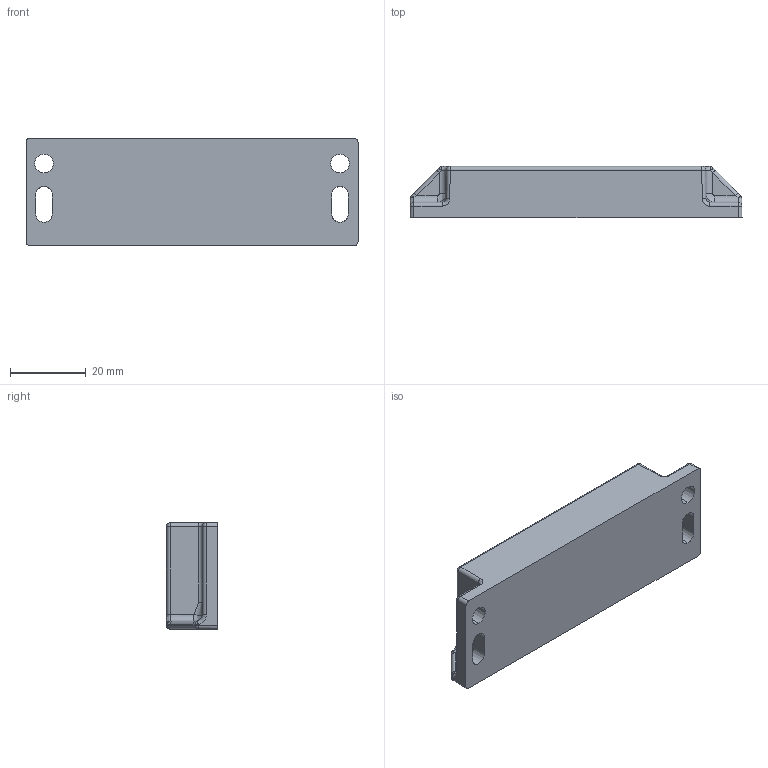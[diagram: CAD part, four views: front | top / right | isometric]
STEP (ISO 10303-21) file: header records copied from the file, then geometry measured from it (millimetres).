
FILE_DESCRIPTION (( 'STEP AP214' ), '1' );
FILE_NAME ('MS7-SS Actuator.STEP', '2017-04-12T09:35:25', ( '' ), ( '' ), 'SwSTEP 2.0', 'SolidWorks 2013', '' );
FILE_SCHEMA (( 'AUTOMOTIVE_DESIGN' ));
Length unit declared in the file: millimetre
Products named in the file (1): MS7-SS Actuator
Bounding box: 87.5 x 13.5 x 28.2 mm (x, y, z)
Volume: 27841.9 mm3; surface area: 7768.4 mm2
Topology: 1 solids, 1 shells, 81 faces, 196 edges, 109 vertices
Faces by surface type: cylinder 28, plane 18, bspline 14, sphere 11, cone 10
Entity records: 2772 total; most frequent: CARTESIAN_POINT 980, ORIENTED_EDGE 376, DIRECTION 364, EDGE_CURVE 188, AXIS2_PLACEMENT_3D 139, VERTEX_POINT 109, EDGE_LOOP 89, LINE 86
